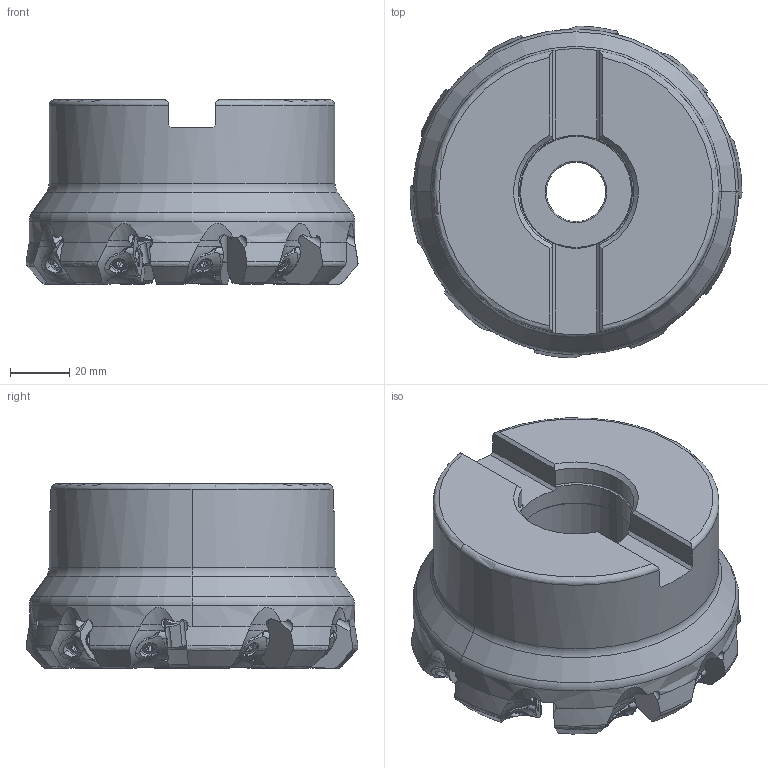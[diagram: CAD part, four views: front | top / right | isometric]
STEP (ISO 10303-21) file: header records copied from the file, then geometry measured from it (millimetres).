
FILE_DESCRIPTION(/* description */ (''),/* implementation_level */ '2;1');
FILE_NAME(/* name */ 'AHX640WR0410E.stp',/* time_stamp */ '2018-01-09T17:38:12+09:00',/* author */ (''),/* organization */ (''),/* preprocessor_version */ 'ST-DEVELOPER v16',/* originating_system */ 'SIEMENS PLM Software NX 10.0',/* authorisation */ '');
FILE_SCHEMA (('AUTOMOTIVE_DESIGN { 1 0 10303 214 3 1 1 1 }'));
Length unit declared in the file: millimetre
Products named in the file (1): AHX640WR0410E_ASM
Bounding box: 112.06 x 112.05 x 62.33 mm (x, y, z)
Volume: 379979.8 mm3; surface area: 64223.4 mm2
Topology: 21 solids, 21 shells, 1549 faces, 4247 edges, 2691 vertices
Faces by surface type: cylinder 574, plane 399, cone 290, torus 226, sphere 60
Entity records: 59272 total; most frequent: CARTESIAN_POINT 20381, ORIENTED_EDGE 8334, DIRECTION 8016, EDGE_CURVE 4167, AXIS2_PLACEMENT_3D 3324, VERTEX_POINT 2691, EDGE_LOOP 1602, ADVANCED_FACE 1549
